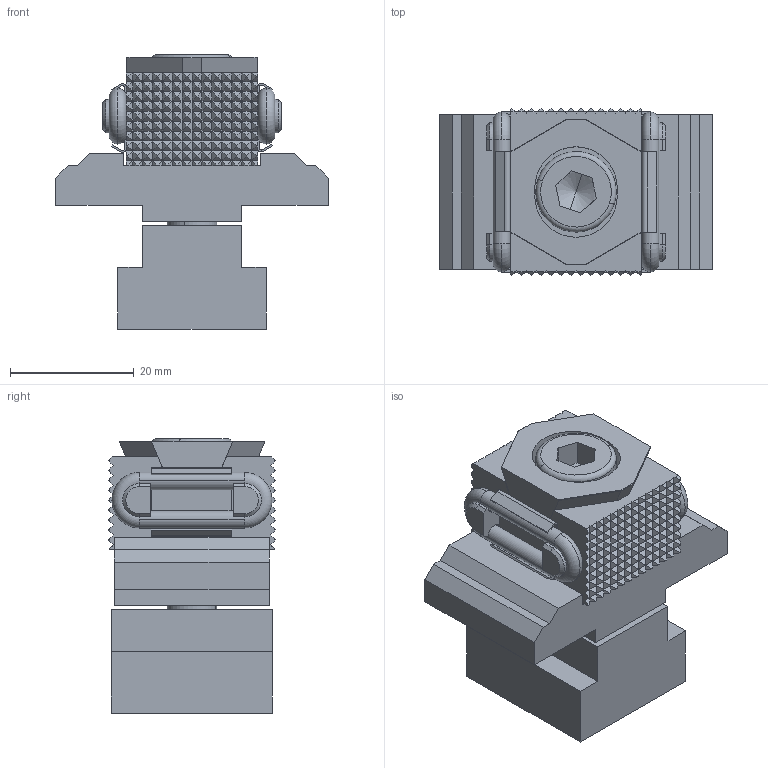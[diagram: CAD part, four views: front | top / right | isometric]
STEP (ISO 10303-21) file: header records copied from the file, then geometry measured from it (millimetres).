
FILE_DESCRIPTION(('STEP AP214'),'1');
FILE_NAME('HALDERN_EH_23250_0501.stp','2017-09-06T07:18:36',('TraceParts'),('TraceParts S.A.'),'Spatial InterOp 3D',' ',' ');
FILE_SCHEMA(('automotive_design'));
Length unit declared in the file: millimetre
Products named in the file (10): HALDERN_EH_23250_0501_1; HALDERN_EH_23250_0501_2; HALDERN_EH_23250_0501_3; HALDERN_EH_23250_0501_4; HALDERN_EH_23250_0501_5; HALDERN_EH_23250_0501_6; HALDERN_EH_23250_0501_7; HALDERN_EH_23250_0501_8; HALDERN_EH_23250_0501_9; HALDERN_EH_23250_0501_10
Bounding box: 44 x 26.97 x 44.32 mm (x, y, z)
Volume: 26754.7 mm3; surface area: 14677.5 mm2
Topology: 10 solids, 10 shells, 1488 faces, 3066 edges, 1599 vertices
Faces by surface type: plane 1384, cylinder 68, torus 28, cone 8
Entity records: 48939 total; most frequent: DIRECTION 6260, CARTESIAN_POINT 6177, ORIENTED_EDGE 6128, EDGE_CURVE 3064, LINE 2848, VECTOR 2848, AXIS2_PLACEMENT_3D 1706, VERTEX_POINT 1599
